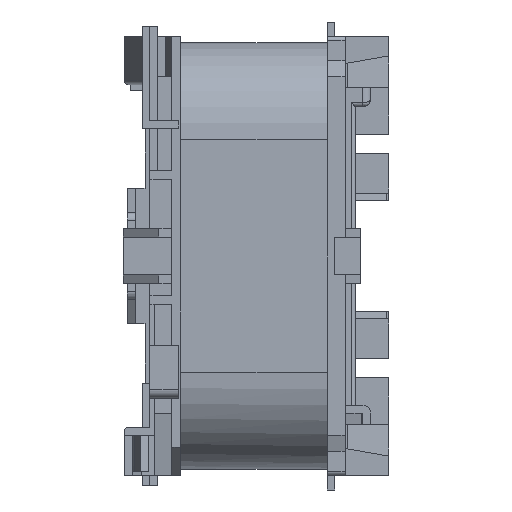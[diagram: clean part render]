
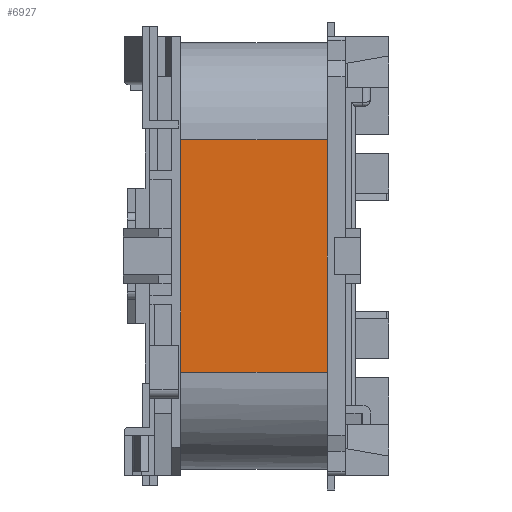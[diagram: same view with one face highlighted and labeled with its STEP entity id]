
A CAD part, left-side view. The second image highlights one B-rep face of the part: STEP entity #6927.
In plain terms, the highlighted planar face has unit normal (-1, 0, 0).
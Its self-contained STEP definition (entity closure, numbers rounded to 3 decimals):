
#510 = LINE ( 'NONE', #12255, #21195 ) ;
#733 = DIRECTION ( 'NONE',  ( 0., 0., -1. ) ) ;
#3951 = DIRECTION ( 'NONE',  ( 0., 1., 0. ) ) ;
#4498 = CARTESIAN_POINT ( 'NONE',  ( -35.2, 8.3, -14.4 ) ) ;
#4953 = EDGE_CURVE ( 'NONE', #15871, #17840, #12109, .T. ) ;
#5246 = DIRECTION ( 'NONE',  ( 0., 0., 1. ) ) ;
#6171 = LINE ( 'NONE', #35628, #7481 ) ;
#6631 = DIRECTION ( 'NONE',  ( 1., 0., 0. ) ) ;
#6927 = ADVANCED_FACE ( 'NONE', ( #31312 ), #30938, .F. ) ;
#7481 = VECTOR ( 'NONE', #16127, 1000. ) ;
#9288 = AXIS2_PLACEMENT_3D ( 'NONE', #31187, #6631, #733 ) ;
#12109 = LINE ( 'NONE', #33116, #25481 ) ;
#12255 = CARTESIAN_POINT ( 'NONE',  ( -35.2, 8.3, 14.4 ) ) ;
#15513 = ORIENTED_EDGE ( 'NONE', *, *, #4953, .F. ) ;
#15871 = VERTEX_POINT ( 'NONE', #4498 ) ;
#16022 = CARTESIAN_POINT ( 'NONE',  ( -35.2, -9.9, -14.4 ) ) ;
#16127 = DIRECTION ( 'NONE',  ( 0., -1., 0. ) ) ;
#16430 = CARTESIAN_POINT ( 'NONE',  ( -35.2, -9.9, 14.4 ) ) ;
#16943 = ORIENTED_EDGE ( 'NONE', *, *, #35671, .T. ) ;
#17840 = VERTEX_POINT ( 'NONE', #33109 ) ;
#19755 = ORIENTED_EDGE ( 'NONE', *, *, #21758, .T. ) ;
#21195 = VECTOR ( 'NONE', #3951, 1000. ) ;
#21758 = EDGE_CURVE ( 'NONE', #27611, #17840, #510, .T. ) ;
#23610 = EDGE_CURVE ( 'NONE', #28148, #27611, #30550, .T. ) ;
#24975 = VECTOR ( 'NONE', #5246, 1000. ) ;
#25481 = VECTOR ( 'NONE', #32623, 1000. ) ;
#26312 = EDGE_LOOP ( 'NONE', ( #15513, #16943, #26843, #19755 ) ) ;
#26843 = ORIENTED_EDGE ( 'NONE', *, *, #23610, .T. ) ;
#27611 = VERTEX_POINT ( 'NONE', #16430 ) ;
#28148 = VERTEX_POINT ( 'NONE', #16022 ) ;
#30550 = LINE ( 'NONE', #32557, #24975 ) ;
#30938 = PLANE ( 'NONE',  #9288 ) ;
#31187 = CARTESIAN_POINT ( 'NONE',  ( -35.2, 8.3, 26.4 ) ) ;
#31312 = FACE_OUTER_BOUND ( 'NONE', #26312, .T. ) ;
#32557 = CARTESIAN_POINT ( 'NONE',  ( -35.2, -9.9, 26.4 ) ) ;
#32623 = DIRECTION ( 'NONE',  ( 0., 0., 1. ) ) ;
#33109 = CARTESIAN_POINT ( 'NONE',  ( -35.2, 8.3, 14.4 ) ) ;
#33116 = CARTESIAN_POINT ( 'NONE',  ( -35.2, 8.3, 26.4 ) ) ;
#35628 = CARTESIAN_POINT ( 'NONE',  ( -35.2, 8.3, -14.4 ) ) ;
#35671 = EDGE_CURVE ( 'NONE', #15871, #28148, #6171, .T. ) ;
